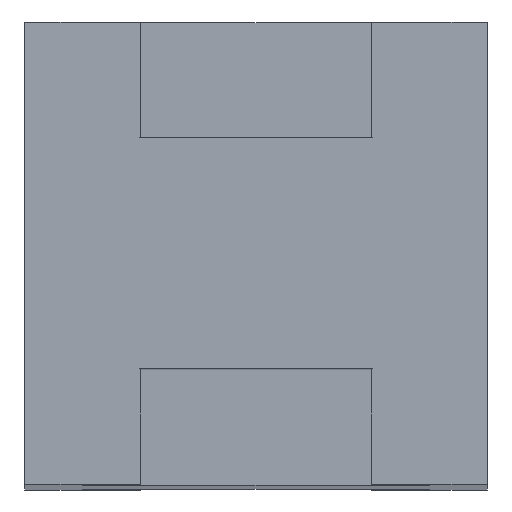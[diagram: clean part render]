
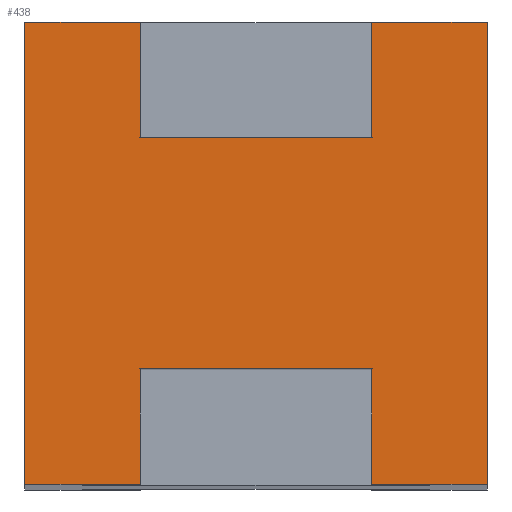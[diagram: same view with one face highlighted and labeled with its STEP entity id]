
A CAD part, top view. The second image highlights one B-rep face of the part: STEP entity #438.
In plain terms, the highlighted planar face has unit normal (0, 0, 1).
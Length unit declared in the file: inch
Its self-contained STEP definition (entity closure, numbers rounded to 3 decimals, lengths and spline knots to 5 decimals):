
#32=FACE_OUTER_BOUND('',#54,.T.);
#54=EDGE_LOOP('',(#355,#356,#357,#358,#359,#360,#361,#362,#363,#364,#365,
#366));
#73=LINE('',#625,#133);
#78=LINE('',#636,#138);
#80=LINE('',#639,#140);
#83=LINE('',#645,#143);
#84=LINE('',#647,#144);
#94=LINE('',#668,#154);
#102=LINE('',#684,#162);
#105=LINE('',#691,#165);
#109=LINE('',#699,#169);
#110=LINE('',#700,#170);
#111=LINE('',#702,#171);
#112=LINE('',#703,#172);
#133=VECTOR('',#513,0.3937);
#138=VECTOR('',#522,0.3937);
#140=VECTOR('',#526,0.3937);
#143=VECTOR('',#531,0.3937);
#144=VECTOR('',#532,0.3937);
#154=VECTOR('',#546,0.3937);
#162=VECTOR('',#560,0.3937);
#165=VECTOR('',#567,0.3937);
#169=VECTOR('',#575,0.3937);
#170=VECTOR('',#576,0.3937);
#171=VECTOR('',#577,0.3937);
#172=VECTOR('',#578,0.3937);
#188=VERTEX_POINT('',#619);
#190=VERTEX_POINT('',#623);
#193=VERTEX_POINT('',#633);
#194=VERTEX_POINT('',#635);
#196=VERTEX_POINT('',#643);
#197=VERTEX_POINT('',#646);
#204=VERTEX_POINT('',#662);
#206=VERTEX_POINT('',#666);
#211=VERTEX_POINT('',#682);
#213=VERTEX_POINT('',#690);
#215=VERTEX_POINT('',#698);
#216=VERTEX_POINT('',#701);
#233=EDGE_CURVE('',#188,#190,#73,.T.);
#238=EDGE_CURVE('',#194,#193,#78,.T.);
#240=EDGE_CURVE('',#190,#194,#80,.T.);
#243=EDGE_CURVE('',#196,#193,#83,.T.);
#244=EDGE_CURVE('',#188,#197,#84,.T.);
#254=EDGE_CURVE('',#206,#204,#94,.T.);
#262=EDGE_CURVE('',#206,#211,#102,.T.);
#265=EDGE_CURVE('',#213,#204,#105,.T.);
#269=EDGE_CURVE('',#215,#196,#109,.T.);
#270=EDGE_CURVE('',#215,#213,#110,.T.);
#271=EDGE_CURVE('',#211,#216,#111,.T.);
#272=EDGE_CURVE('',#216,#197,#112,.T.);
#355=ORIENTED_EDGE('',*,*,#238,.T.);
#356=ORIENTED_EDGE('',*,*,#243,.F.);
#357=ORIENTED_EDGE('',*,*,#269,.F.);
#358=ORIENTED_EDGE('',*,*,#270,.T.);
#359=ORIENTED_EDGE('',*,*,#265,.T.);
#360=ORIENTED_EDGE('',*,*,#254,.F.);
#361=ORIENTED_EDGE('',*,*,#262,.T.);
#362=ORIENTED_EDGE('',*,*,#271,.T.);
#363=ORIENTED_EDGE('',*,*,#272,.T.);
#364=ORIENTED_EDGE('',*,*,#244,.F.);
#365=ORIENTED_EDGE('',*,*,#233,.T.);
#366=ORIENTED_EDGE('',*,*,#240,.T.);
#416=PLANE('',#482);
#438=ADVANCED_FACE('',(#32),#416,.T.);
#482=AXIS2_PLACEMENT_3D('',#697,#573,#574);
#513=DIRECTION('',(0.,-1.,0.));
#522=DIRECTION('',(0.,1.,0.));
#526=DIRECTION('',(-1.,0.,0.));
#531=DIRECTION('',(1.,0.,0.));
#532=DIRECTION('',(1.,0.,0.));
#546=DIRECTION('',(-1.,0.,0.));
#560=DIRECTION('',(0.,-1.,0.));
#567=DIRECTION('',(0.,1.,0.));
#573=DIRECTION('center_axis',(0.,0.,1.));
#574=DIRECTION('ref_axis',(1.,0.,0.));
#575=DIRECTION('',(0.,1.,0.));
#576=DIRECTION('',(1.,0.,0.));
#577=DIRECTION('',(1.,0.,0.));
#578=DIRECTION('',(0.,1.,0.));
#619=CARTESIAN_POINT('',(-0.25,1.,0.));
#623=CARTESIAN_POINT('',(-0.25,0.75,0.));
#625=CARTESIAN_POINT('',(-0.25,0.5,0.));
#633=CARTESIAN_POINT('',(-0.75,1.,0.));
#635=CARTESIAN_POINT('',(-0.75,0.75,0.));
#636=CARTESIAN_POINT('',(-0.75,0.5,0.));
#639=CARTESIAN_POINT('',(-0.75,0.75,0.));
#643=CARTESIAN_POINT('',(-1.,1.,0.));
#645=CARTESIAN_POINT('',(-1.,1.,0.));
#646=CARTESIAN_POINT('',(0.,1.,0.));
#647=CARTESIAN_POINT('',(-1.,1.,0.));
#662=CARTESIAN_POINT('',(-0.75,0.25,0.));
#666=CARTESIAN_POINT('',(-0.25,0.25,0.));
#668=CARTESIAN_POINT('',(-1.,0.25,0.));
#682=CARTESIAN_POINT('',(-0.25,0.,0.));
#684=CARTESIAN_POINT('',(-0.25,0.5,0.));
#690=CARTESIAN_POINT('',(-0.75,0.,0.));
#691=CARTESIAN_POINT('',(-0.75,0.5,0.));
#697=CARTESIAN_POINT('Origin',(-1.,0.,0.));
#698=CARTESIAN_POINT('',(-1.,0.,0.));
#699=CARTESIAN_POINT('',(-1.,0.,0.));
#700=CARTESIAN_POINT('',(-1.,0.,0.));
#701=CARTESIAN_POINT('',(0.,0.,0.));
#702=CARTESIAN_POINT('',(-1.,0.,0.));
#703=CARTESIAN_POINT('',(0.,0.,0.));
